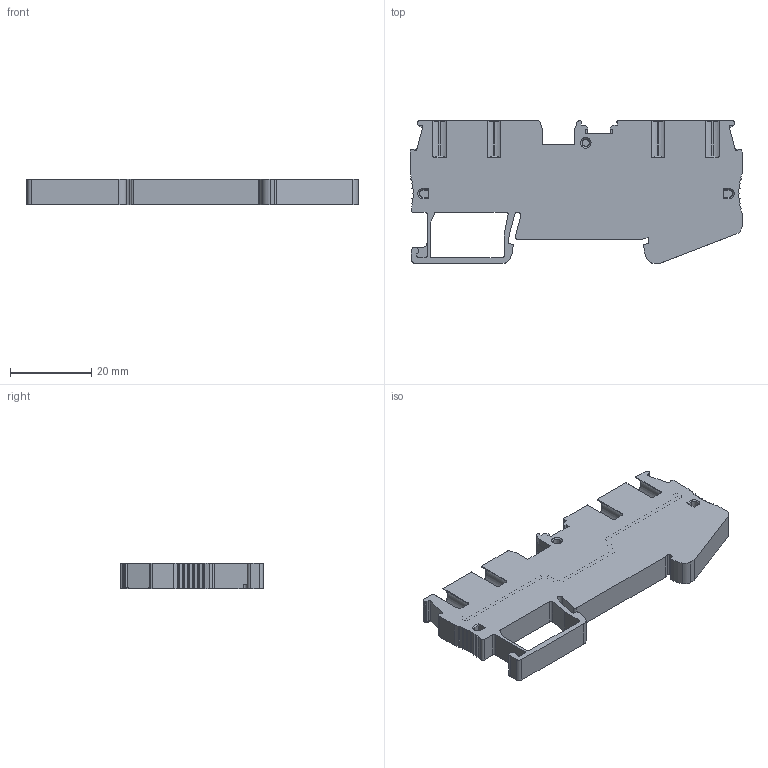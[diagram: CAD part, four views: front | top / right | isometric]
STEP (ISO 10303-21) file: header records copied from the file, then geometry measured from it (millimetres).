
FILE_DESCRIPTION((''),'2;1');
FILE_NAME('5YB576561-G-_ASM','2021-04-19T16:32:42',('Administrator'),(''),'CREO PARAMETRIC BY PTC INC, 2016510','CREO PARAMETRIC BY PTC INC, 2016510','');
FILE_SCHEMA(('CONFIG_CONTROL_DESIGN','SHAPE_APPEARANCE_LAYERS_GROUPS'));
Length unit declared in the file: millimetre
Products named in the file (1): 5YB576561-G-_ASM
Bounding box: 81.8 x 35.2 x 6.2 mm (x, y, z)
Volume: 11648 mm3; surface area: 10621.8 mm2
Topology: 1 solids, 9 shells, 1118 faces, 3110 edges, 2025 vertices
Faces by surface type: plane 750, cylinder 291, torus 38, bspline 22, cone 17
Entity records: 36380 total; most frequent: CARTESIAN_POINT 7661, ORIENTED_EDGE 6220, DIRECTION 5668, EDGE_CURVE 3110, VECTOR 2292, LINE 2292, VERTEX_POINT 2025, AXIS2_PLACEMENT_3D 1688
